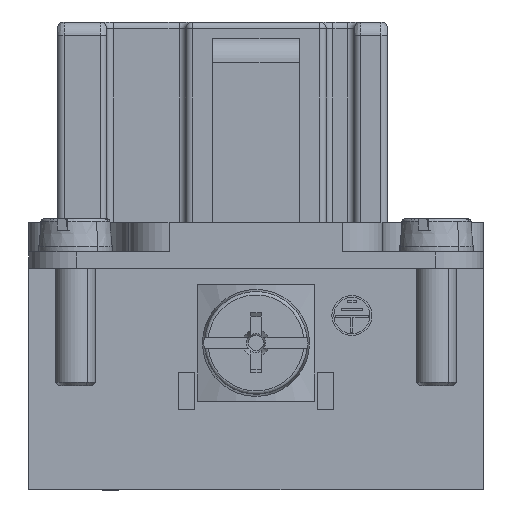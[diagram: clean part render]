
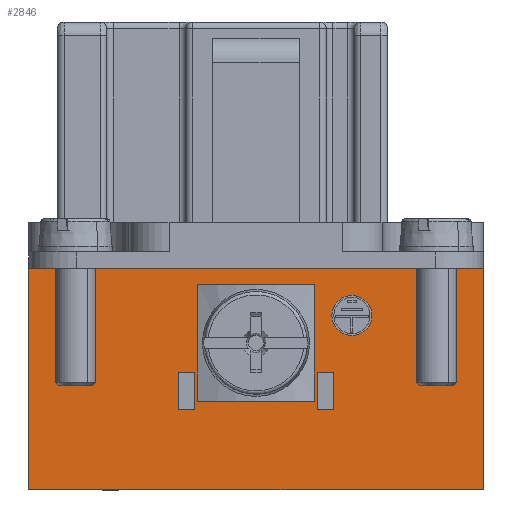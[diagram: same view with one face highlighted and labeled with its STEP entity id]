
A CAD part, front view. The second image highlights one B-rep face of the part: STEP entity #2846.
In plain terms, the highlighted planar face has unit normal (0, -1, 0).
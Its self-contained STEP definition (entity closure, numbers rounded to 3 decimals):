
#2846=ADVANCED_FACE('',(#5782,#5783,#5784,#5785,#5786),#3896,.F.);
#3896=PLANE('',#20688);
#4636=CIRCLE('',#20686,2.);
#4637=CIRCLE('',#20687,1.5);
#5782=FACE_BOUND('',#5950,.T.);
#5783=FACE_BOUND('',#5951,.T.);
#5784=FACE_BOUND('',#5952,.T.);
#5785=FACE_BOUND('',#5953,.T.);
#5786=FACE_BOUND('',#5954,.T.);
#5950=EDGE_LOOP('',(#7330,#7331,#7332,#7333));
#5951=EDGE_LOOP('',(#7334));
#5952=EDGE_LOOP('',(#7335,#7336,#7337,#7338));
#5953=EDGE_LOOP('',(#7339,#7340,#7341,#7342));
#5954=EDGE_LOOP('',(#7343));
#7330=ORIENTED_EDGE('',*,*,#14468,.F.);
#7331=ORIENTED_EDGE('',*,*,#14713,.F.);
#7332=ORIENTED_EDGE('',*,*,#14714,.T.);
#7333=ORIENTED_EDGE('',*,*,#14715,.F.);
#7334=ORIENTED_EDGE('',*,*,#14716,.T.);
#7335=ORIENTED_EDGE('',*,*,#14717,.T.);
#7336=ORIENTED_EDGE('',*,*,#14718,.T.);
#7337=ORIENTED_EDGE('',*,*,#14719,.T.);
#7338=ORIENTED_EDGE('',*,*,#14720,.T.);
#7339=ORIENTED_EDGE('',*,*,#14721,.T.);
#7340=ORIENTED_EDGE('',*,*,#14722,.F.);
#7341=ORIENTED_EDGE('',*,*,#14723,.T.);
#7342=ORIENTED_EDGE('',*,*,#14724,.F.);
#7343=ORIENTED_EDGE('',*,*,#14725,.F.);
#12634=VERTEX_POINT('',#26254);
#12635=VERTEX_POINT('',#26256);
#12878=VERTEX_POINT('',#27304);
#12879=VERTEX_POINT('',#27306);
#12880=VERTEX_POINT('',#27309);
#12881=VERTEX_POINT('',#27311);
#12882=VERTEX_POINT('',#27312);
#12883=VERTEX_POINT('',#27314);
#12884=VERTEX_POINT('',#27316);
#12885=VERTEX_POINT('',#27319);
#12886=VERTEX_POINT('',#27320);
#12887=VERTEX_POINT('',#27322);
#12888=VERTEX_POINT('',#27324);
#12889=VERTEX_POINT('',#27327);
#14468=EDGE_CURVE('',#12634,#12635,#17243,.T.);
#14713=EDGE_CURVE('',#12878,#12634,#17435,.T.);
#14714=EDGE_CURVE('',#12878,#12879,#17436,.T.);
#14715=EDGE_CURVE('',#12635,#12879,#17437,.T.);
#14716=EDGE_CURVE('',#12880,#12880,#4636,.T.);
#14717=EDGE_CURVE('',#12881,#12882,#17438,.T.);
#14718=EDGE_CURVE('',#12882,#12883,#17439,.T.);
#14719=EDGE_CURVE('',#12883,#12884,#17440,.T.);
#14720=EDGE_CURVE('',#12884,#12881,#17441,.T.);
#14721=EDGE_CURVE('',#12885,#12886,#17442,.T.);
#14722=EDGE_CURVE('',#12887,#12886,#17443,.T.);
#14723=EDGE_CURVE('',#12887,#12888,#17444,.T.);
#14724=EDGE_CURVE('',#12885,#12888,#17445,.T.);
#14725=EDGE_CURVE('',#12889,#12889,#4637,.T.);
#17243=LINE('',#26255,#18913);
#17435=LINE('',#27303,#19105);
#17436=LINE('',#27305,#19106);
#17437=LINE('',#27307,#19107);
#17438=LINE('',#27310,#19108);
#17439=LINE('',#27313,#19109);
#17440=LINE('',#27315,#19110);
#17441=LINE('',#27317,#19111);
#17442=LINE('',#27318,#19112);
#17443=LINE('',#27321,#19113);
#17444=LINE('',#27323,#19114);
#17445=LINE('',#27325,#19115);
#18913=VECTOR('',#21948,1.);
#19105=VECTOR('',#22166,1.);
#19106=VECTOR('',#22167,1.);
#19107=VECTOR('',#22168,1.);
#19108=VECTOR('',#22171,1.);
#19109=VECTOR('',#22172,1.);
#19110=VECTOR('',#22173,1.);
#19111=VECTOR('',#22174,1.);
#19112=VECTOR('',#22175,1.);
#19113=VECTOR('',#22176,1.);
#19114=VECTOR('',#22177,1.);
#19115=VECTOR('',#22178,1.);
#20686=AXIS2_PLACEMENT_3D('',#27308,#22169,#22170);
#20687=AXIS2_PLACEMENT_3D('',#27326,#22179,#22180);
#20688=AXIS2_PLACEMENT_3D('',#27328,#22181,#22182);
#21948=DIRECTION('',(0.,0.,-1.));
#22166=DIRECTION('',(1.,0.,0.));
#22167=DIRECTION('',(0.,0.,-1.));
#22168=DIRECTION('',(-1.,0.,0.));
#22169=DIRECTION('',(0.,1.,0.));
#22170=DIRECTION('',(-1.,0.,0.));
#22171=DIRECTION('',(-1.,0.,0.));
#22172=DIRECTION('',(0.,0.,1.));
#22173=DIRECTION('',(1.,0.,0.));
#22174=DIRECTION('',(0.,0.,-1.));
#22175=DIRECTION('',(0.,0.,-1.));
#22176=DIRECTION('',(1.,0.,0.));
#22177=DIRECTION('',(0.,0.,1.));
#22178=DIRECTION('',(-1.,0.,0.));
#22179=DIRECTION('',(0.,-1.,0.));
#22180=DIRECTION('',(-1.,0.,0.));
#22181=DIRECTION('',(0.,1.,0.));
#22182=DIRECTION('',(1.,0.,0.));
#26254=CARTESIAN_POINT('',(17.,-46.5,16.6));
#26255=CARTESIAN_POINT('',(17.,-46.5,17.8));
#26256=CARTESIAN_POINT('',(17.,-46.5,0.));
#27303=CARTESIAN_POINT('',(-16.,-46.5,16.6));
#27304=CARTESIAN_POINT('',(-17.,-46.5,16.6));
#27305=CARTESIAN_POINT('',(-17.,-46.5,-0.2));
#27306=CARTESIAN_POINT('',(-17.,-46.5,0.));
#27307=CARTESIAN_POINT('',(3.5,-46.5,0.));
#27308=CARTESIAN_POINT('',(0.,-46.5,11.));
#27309=CARTESIAN_POINT('',(-2.,-46.5,11.));
#27310=CARTESIAN_POINT('',(-16.,-46.5,6.));
#27311=CARTESIAN_POINT('',(5.8,-46.5,6.));
#27312=CARTESIAN_POINT('',(4.6,-46.5,6.));
#27313=CARTESIAN_POINT('',(4.6,-46.5,5.97));
#27314=CARTESIAN_POINT('',(4.6,-46.5,8.8));
#27315=CARTESIAN_POINT('',(-16.,-46.5,8.8));
#27316=CARTESIAN_POINT('',(5.8,-46.5,8.8));
#27317=CARTESIAN_POINT('',(5.8,-46.5,5.97));
#27318=CARTESIAN_POINT('',(-4.6,-46.5,5.97));
#27319=CARTESIAN_POINT('',(-4.6,-46.5,8.8));
#27320=CARTESIAN_POINT('',(-4.6,-46.5,6.));
#27321=CARTESIAN_POINT('',(-16.,-46.5,6.));
#27322=CARTESIAN_POINT('',(-5.8,-46.5,6.));
#27323=CARTESIAN_POINT('',(-5.8,-46.5,5.97));
#27324=CARTESIAN_POINT('',(-5.8,-46.5,8.8));
#27325=CARTESIAN_POINT('',(-16.,-46.5,8.8));
#27326=CARTESIAN_POINT('',(7.175,-46.5,13.05));
#27327=CARTESIAN_POINT('',(5.675,-46.5,13.05));
#27328=CARTESIAN_POINT('',(-16.,-46.5,17.8));
